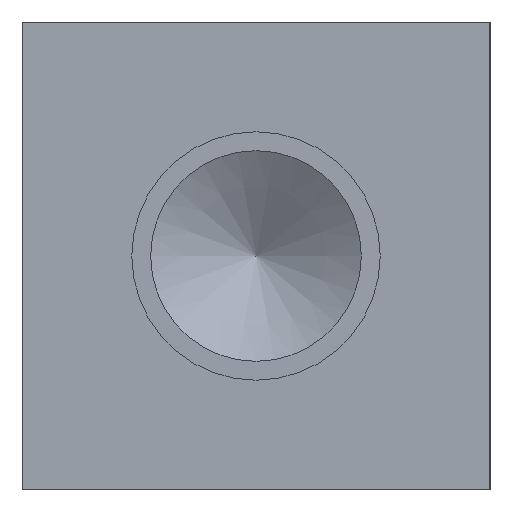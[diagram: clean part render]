
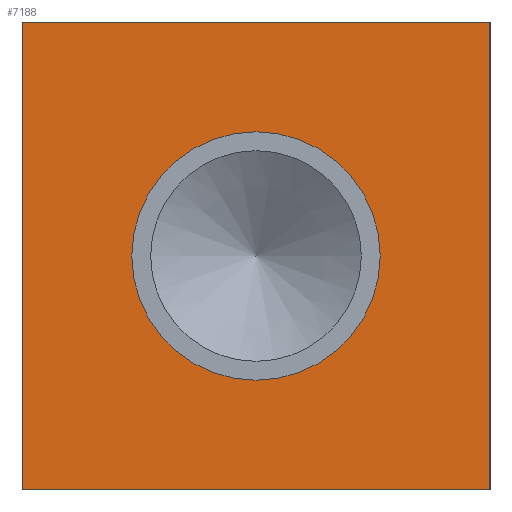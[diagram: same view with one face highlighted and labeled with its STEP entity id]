
A CAD part, left-side view. The second image highlights one B-rep face of the part: STEP entity #7188.
In plain terms, the highlighted planar face has unit normal (-1, 0, 0).
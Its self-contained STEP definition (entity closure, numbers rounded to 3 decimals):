
#76=CIRCLE('',#7451,16.853);
#77=CIRCLE('',#7452,16.853);
#468=FACE_BOUND('',#1238,.T.);
#835=FACE_OUTER_BOUND('',#1237,.T.);
#1237=EDGE_LOOP('',(#6250,#6251,#6252,#6253));
#1238=EDGE_LOOP('',(#6254,#6255));
#1634=LINE('',#9833,#2341);
#1953=LINE('',#12252,#2660);
#1954=LINE('',#12253,#2661);
#1955=LINE('',#12254,#2662);
#2341=VECTOR('',#8192,10.);
#2660=VECTOR('',#8907,10.);
#2661=VECTOR('',#8908,10.);
#2662=VECTOR('',#8909,10.);
#2930=VERTEX_POINT('',#9826);
#2933=VERTEX_POINT('',#9831);
#3274=VERTEX_POINT('',#12078);
#3275=VERTEX_POINT('',#12079);
#3330=VERTEX_POINT('',#12250);
#3331=VERTEX_POINT('',#12251);
#3730=EDGE_CURVE('',#2933,#2930,#1634,.T.);
#4231=EDGE_CURVE('',#3274,#3275,#76,.T.);
#4232=EDGE_CURVE('',#3275,#3274,#77,.T.);
#4313=EDGE_CURVE('',#3330,#3331,#1953,.T.);
#4314=EDGE_CURVE('',#3331,#2930,#1954,.T.);
#4315=EDGE_CURVE('',#3330,#2933,#1955,.T.);
#6250=ORIENTED_EDGE('',*,*,#4313,.T.);
#6251=ORIENTED_EDGE('',*,*,#4314,.T.);
#6252=ORIENTED_EDGE('',*,*,#3730,.F.);
#6253=ORIENTED_EDGE('',*,*,#4315,.F.);
#6254=ORIENTED_EDGE('',*,*,#4231,.T.);
#6255=ORIENTED_EDGE('',*,*,#4232,.T.);
#6517=PLANE('',#7538);
#7188=ADVANCED_FACE('',(#835,#468),#6517,.T.);
#7451=AXIS2_PLACEMENT_3D('',#12080,#8703,#8704);
#7452=AXIS2_PLACEMENT_3D('',#12081,#8705,#8706);
#7538=AXIS2_PLACEMENT_3D('',#12249,#8905,#8906);
#8192=DIRECTION('',(0.,-1.,0.));
#8703=DIRECTION('center_axis',(1.,0.,0.));
#8704=DIRECTION('ref_axis',(0.,1.,0.));
#8705=DIRECTION('center_axis',(1.,0.,0.));
#8706=DIRECTION('ref_axis',(0.,1.,0.));
#8905=DIRECTION('center_axis',(-1.,0.,0.));
#8906=DIRECTION('ref_axis',(0.,-1.,0.));
#8907=DIRECTION('',(0.,-1.,0.));
#8908=DIRECTION('',(0.,0.,1.));
#8909=DIRECTION('',(0.,0.,1.));
#9826=CARTESIAN_POINT('',(0.,0.,63.5));
#9831=CARTESIAN_POINT('',(0.,63.5,63.5));
#9833=CARTESIAN_POINT('',(0.,63.5,63.5));
#12078=CARTESIAN_POINT('',(0.,48.603,31.75));
#12079=CARTESIAN_POINT('',(0.,14.897,31.75));
#12080=CARTESIAN_POINT('Origin',(0.,31.75,31.75));
#12081=CARTESIAN_POINT('Origin',(0.,31.75,31.75));
#12249=CARTESIAN_POINT('Origin',(0.,63.5,0.));
#12250=CARTESIAN_POINT('',(0.,63.5,0.));
#12251=CARTESIAN_POINT('',(0.,0.,0.));
#12252=CARTESIAN_POINT('',(0.,63.5,0.));
#12253=CARTESIAN_POINT('',(0.,0.,0.));
#12254=CARTESIAN_POINT('',(0.,63.5,0.));
